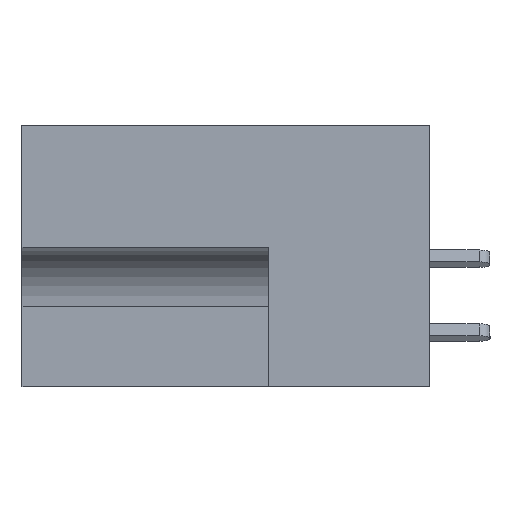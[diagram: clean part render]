
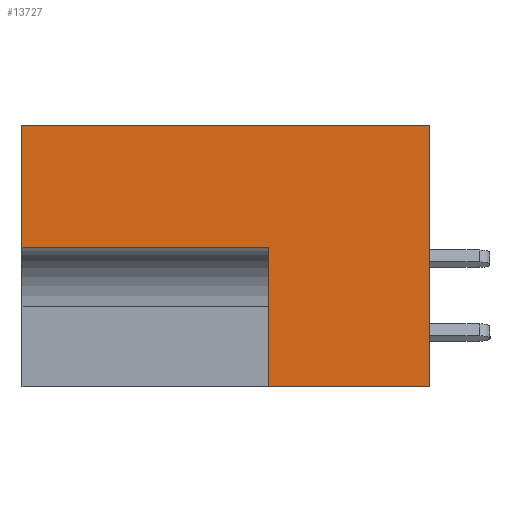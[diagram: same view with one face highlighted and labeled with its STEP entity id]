
A CAD part, left-side view. The second image highlights one B-rep face of the part: STEP entity #13727.
In plain terms, the highlighted planar face has unit normal (-1, 0, 0).
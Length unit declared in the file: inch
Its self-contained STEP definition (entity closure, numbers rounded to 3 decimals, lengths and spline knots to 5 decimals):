
#855 = DIRECTION ( 'NONE',  ( 0., 1., 0. ) ) ;
#1065 = CARTESIAN_POINT ( 'NONE',  ( 0., 0.453, 0. ) ) ;
#1147 = VECTOR ( 'NONE', #855, 39.37008 ) ;
#2044 = LINE ( 'NONE', #6785, #9842 ) ;
#2154 = VECTOR ( 'NONE', #4342, 39.37008 ) ;
#3071 = VECTOR ( 'NONE', #15220, 39.37008 ) ;
#3262 = CARTESIAN_POINT ( 'NONE',  ( 0., 0., 0. ) ) ;
#3362 = FACE_OUTER_BOUND ( 'NONE', #6870, .T. ) ;
#3652 = DIRECTION ( 'NONE',  ( 0., 0., -1. ) ) ;
#3690 = DIRECTION ( 'NONE',  ( 0., -1., 0. ) ) ;
#3706 = EDGE_CURVE ( 'NONE', #8907, #16978, #2044, .T. ) ;
#4342 = DIRECTION ( 'NONE',  ( 0., 0., 1. ) ) ;
#4611 = EDGE_CURVE ( 'NONE', #6654, #8038, #6253, .T. ) ;
#4843 = EDGE_CURVE ( 'NONE', #9304, #8907, #12321, .T. ) ;
#4947 = ORIENTED_EDGE ( 'NONE', *, *, #4611, .T. ) ;
#4971 = CARTESIAN_POINT ( 'NONE',  ( 0., 0.453, 0. ) ) ;
#5476 = CARTESIAN_POINT ( 'NONE',  ( 0., 0.828, 0. ) ) ;
#5722 = CARTESIAN_POINT ( 'NONE',  ( 0., 0.453, -0.531 ) ) ;
#5949 = CARTESIAN_POINT ( 'NONE',  ( 0., 0., 0. ) ) ;
#6253 = LINE ( 'NONE', #5722, #3071 ) ;
#6654 = VERTEX_POINT ( 'NONE', #10855 ) ;
#6785 = CARTESIAN_POINT ( 'NONE',  ( 0., 0.828, 0. ) ) ;
#6870 = EDGE_LOOP ( 'NONE', ( #15479, #8995, #10254, #4947, #16421, #10718 ) ) ;
#8038 = VERTEX_POINT ( 'NONE', #13516 ) ;
#8317 = EDGE_CURVE ( 'NONE', #8038, #11208, #12899, .T. ) ;
#8338 = VECTOR ( 'NONE', #10696, 39.37008 ) ;
#8907 = VERTEX_POINT ( 'NONE', #13573 ) ;
#8995 = ORIENTED_EDGE ( 'NONE', *, *, #4843, .F. ) ;
#9159 = AXIS2_PLACEMENT_3D ( 'NONE', #4971, #14407, #3652 ) ;
#9304 = VERTEX_POINT ( 'NONE', #13050 ) ;
#9842 = VECTOR ( 'NONE', #12303, 39.37008 ) ;
#9972 = CARTESIAN_POINT ( 'NONE',  ( 0., 0.328, -0.531 ) ) ;
#10254 = ORIENTED_EDGE ( 'NONE', *, *, #12583, .F. ) ;
#10696 = DIRECTION ( 'NONE',  ( 0., 0., 1. ) ) ;
#10718 = ORIENTED_EDGE ( 'NONE', *, *, #15695, .F. ) ;
#10855 = CARTESIAN_POINT ( 'NONE',  ( 0., 0.328, -0.531 ) ) ;
#10871 = VECTOR ( 'NONE', #3690, 39.37008 ) ;
#11208 = VERTEX_POINT ( 'NONE', #3262 ) ;
#11311 = LINE ( 'NONE', #1065, #10871 ) ;
#12303 = DIRECTION ( 'NONE',  ( 0., 0., 1. ) ) ;
#12321 = LINE ( 'NONE', #13055, #1147 ) ;
#12583 = EDGE_CURVE ( 'NONE', #6654, #9304, #15897, .T. ) ;
#12899 = LINE ( 'NONE', #5949, #2154 ) ;
#13050 = CARTESIAN_POINT ( 'NONE',  ( 0., 0.328, -0.248 ) ) ;
#13055 = CARTESIAN_POINT ( 'NONE',  ( 0., 0.328, -0.248 ) ) ;
#13516 = CARTESIAN_POINT ( 'NONE',  ( 0., 0., -0.531 ) ) ;
#13573 = CARTESIAN_POINT ( 'NONE',  ( 0., 0.828, -0.248 ) ) ;
#13727 = ADVANCED_FACE ( 'NONE', ( #3362 ), #17088, .F. ) ;
#14407 = DIRECTION ( 'NONE',  ( 1., 0., 0. ) ) ;
#15220 = DIRECTION ( 'NONE',  ( 0., -1., 0. ) ) ;
#15479 = ORIENTED_EDGE ( 'NONE', *, *, #3706, .F. ) ;
#15695 = EDGE_CURVE ( 'NONE', #16978, #11208, #11311, .T. ) ;
#15897 = LINE ( 'NONE', #9972, #8338 ) ;
#16421 = ORIENTED_EDGE ( 'NONE', *, *, #8317, .T. ) ;
#16978 = VERTEX_POINT ( 'NONE', #5476 ) ;
#17088 = PLANE ( 'NONE',  #9159 ) ;
